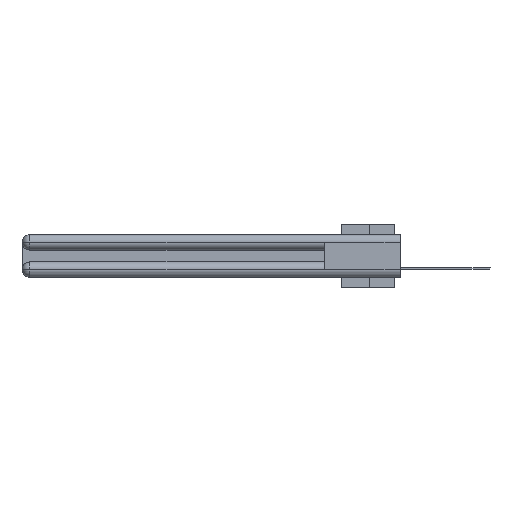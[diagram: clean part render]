
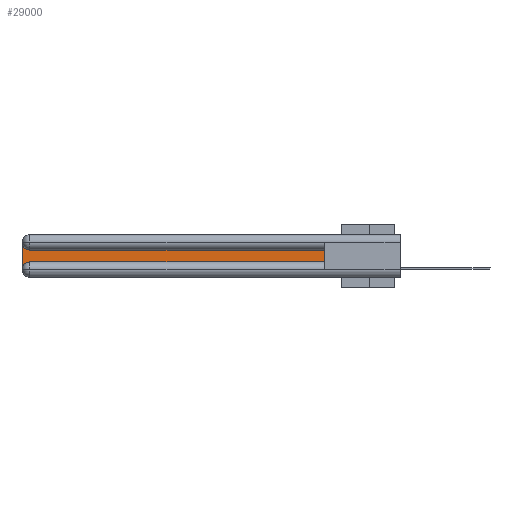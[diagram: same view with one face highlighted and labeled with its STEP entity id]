
A CAD part, left-side view. The second image highlights one B-rep face of the part: STEP entity #29000.
In plain terms, the highlighted planar face has unit normal (-1, 0, 0).
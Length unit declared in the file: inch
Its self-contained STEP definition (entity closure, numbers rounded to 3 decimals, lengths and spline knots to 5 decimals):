
#64 = LINE ( 'NONE', #28683, #3660 ) ;
#761 = DIRECTION ( 'NONE',  ( 0., 1., 0. ) ) ;
#884 = AXIS2_PLACEMENT_3D ( 'NONE', #8018, #2689, #31132 ) ;
#1067 = EDGE_CURVE ( 'NONE', #17905, #2351, #17853, .T. ) ;
#1192 = CARTESIAN_POINT ( 'NONE',  ( 0.075, 0.6, -0.2175 ) ) ;
#1669 = DIRECTION ( 'NONE',  ( 0., -1., 0. ) ) ;
#1931 = ORIENTED_EDGE ( 'NONE', *, *, #14538, .T. ) ;
#2351 = VERTEX_POINT ( 'NONE', #10282 ) ;
#2689 = DIRECTION ( 'NONE',  ( 1., 0., 0. ) ) ;
#2861 = ORIENTED_EDGE ( 'NONE', *, *, #7495, .T. ) ;
#3269 = VECTOR ( 'NONE', #12979, 39.37008 ) ;
#3522 = DIRECTION ( 'NONE',  ( 1., 0., 0. ) ) ;
#3660 = VECTOR ( 'NONE', #761, 39.37008 ) ;
#4591 = ORIENTED_EDGE ( 'NONE', *, *, #1067, .T. ) ;
#5744 = VECTOR ( 'NONE', #1669, 39.37008 ) ;
#7495 = EDGE_CURVE ( 'NONE', #12812, #23664, #15162, .T. ) ;
#8018 = CARTESIAN_POINT ( 'NONE',  ( 0.075, 2.94, -0.2775 ) ) ;
#8107 = CARTESIAN_POINT ( 'NONE',  ( 0.075, 3., -0.2775 ) ) ;
#8950 = CARTESIAN_POINT ( 'NONE',  ( 0.075, 0.6, -0.2175 ) ) ;
#8969 = EDGE_CURVE ( 'NONE', #23664, #17905, #12672, .T. ) ;
#9670 = ORIENTED_EDGE ( 'NONE', *, *, #8969, .T. ) ;
#9959 = EDGE_CURVE ( 'NONE', #2351, #21936, #64, .T. ) ;
#10056 = DIRECTION ( 'NONE',  ( 1., 0., 0. ) ) ;
#10061 = CARTESIAN_POINT ( 'NONE',  ( 0.075, 0.6, -0.2175 ) ) ;
#10282 = CARTESIAN_POINT ( 'NONE',  ( 0.075, 0.6, -0.1225 ) ) ;
#10697 = CARTESIAN_POINT ( 'NONE',  ( 0.075, 2.94, -0.1225 ) ) ;
#12672 = LINE ( 'NONE', #1192, #5744 ) ;
#12812 = VERTEX_POINT ( 'NONE', #8107 ) ;
#12979 = DIRECTION ( 'NONE',  ( 0., 0., 1. ) ) ;
#14538 = EDGE_CURVE ( 'NONE', #16340, #12812, #17537, .T. ) ;
#15162 = CIRCLE ( 'NONE', #884, 0.06 ) ;
#16012 = CIRCLE ( 'NONE', #29869, 0.06 ) ;
#16340 = VERTEX_POINT ( 'NONE', #23449 ) ;
#16490 = DIRECTION ( 'NONE',  ( 0., 0., -1. ) ) ;
#16596 = CARTESIAN_POINT ( 'NONE',  ( 0.075, 2.94, -0.0625 ) ) ;
#17537 = LINE ( 'NONE', #25815, #29227 ) ;
#17808 = EDGE_CURVE ( 'NONE', #21936, #16340, #16012, .T. ) ;
#17811 = DIRECTION ( 'NONE',  ( 0., 0., -1. ) ) ;
#17853 = LINE ( 'NONE', #10061, #3269 ) ;
#17905 = VERTEX_POINT ( 'NONE', #8950 ) ;
#20071 = PLANE ( 'NONE',  #32310 ) ;
#20465 = ORIENTED_EDGE ( 'NONE', *, *, #9959, .T. ) ;
#21936 = VERTEX_POINT ( 'NONE', #10697 ) ;
#23184 = FACE_OUTER_BOUND ( 'NONE', #29076, .T. ) ;
#23287 = ORIENTED_EDGE ( 'NONE', *, *, #17808, .T. ) ;
#23449 = CARTESIAN_POINT ( 'NONE',  ( 0.075, 3., -0.0625 ) ) ;
#23664 = VERTEX_POINT ( 'NONE', #28196 ) ;
#25815 = CARTESIAN_POINT ( 'NONE',  ( 0.075, 3., -0.2175 ) ) ;
#27968 = CARTESIAN_POINT ( 'NONE',  ( 0.075, 3., -0.1225 ) ) ;
#28196 = CARTESIAN_POINT ( 'NONE',  ( 0.075, 2.94, -0.2175 ) ) ;
#28298 = DIRECTION ( 'NONE',  ( 0., 0., -1. ) ) ;
#28683 = CARTESIAN_POINT ( 'NONE',  ( 0.075, 0.6, -0.1225 ) ) ;
#29000 = ADVANCED_FACE ( 'NONE', ( #23184 ), #20071, .F. ) ;
#29076 = EDGE_LOOP ( 'NONE', ( #20465, #23287, #1931, #2861, #9670, #4591 ) ) ;
#29227 = VECTOR ( 'NONE', #28298, 39.37008 ) ;
#29869 = AXIS2_PLACEMENT_3D ( 'NONE', #16596, #3522, #16490 ) ;
#31132 = DIRECTION ( 'NONE',  ( 0., 0., -1. ) ) ;
#32310 = AXIS2_PLACEMENT_3D ( 'NONE', #27968, #10056, #17811 ) ;
